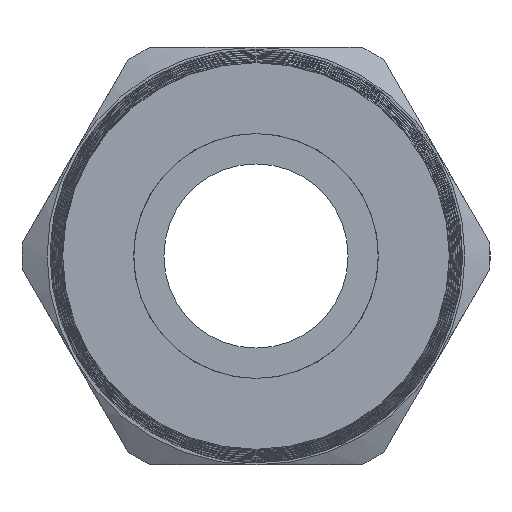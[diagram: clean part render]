
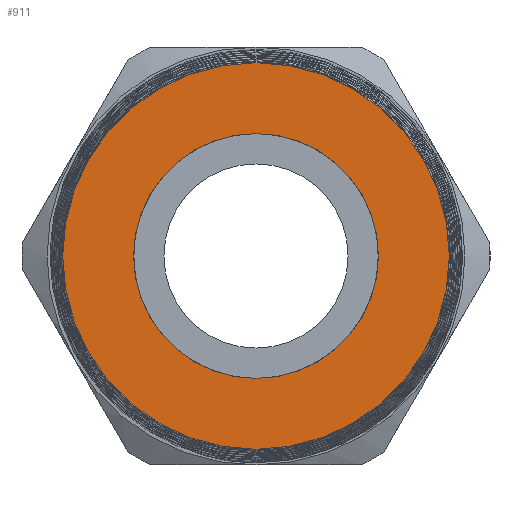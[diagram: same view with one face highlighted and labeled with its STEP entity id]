
A CAD part, left-side view. The second image highlights one B-rep face of the part: STEP entity #911.
In plain terms, the highlighted planar face has unit normal (-1, 0, 0).
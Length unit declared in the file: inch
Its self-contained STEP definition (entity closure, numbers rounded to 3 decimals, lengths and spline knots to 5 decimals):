
#850 = EDGE_CURVE ( 'NONE', #1225, #1224, #3564, .T. ) ;
#911 = ADVANCED_FACE ( 'NONE', ( #7226, #7227 ), #7223, .T. ) ;
#912 = EDGE_LOOP ( 'NONE', ( #913, #915 ) ) ;
#913 = ORIENTED_EDGE ( 'NONE', *, *, #914, .T. ) ;
#914 = EDGE_CURVE ( 'NONE', #1240, #1185, #7204, .T. ) ;
#915 = ORIENTED_EDGE ( 'NONE', *, *, #1239, .T. ) ;
#916 = EDGE_LOOP ( 'NONE', ( #917, #918 ) ) ;
#917 = ORIENTED_EDGE ( 'NONE', *, *, #1223, .F. ) ;
#918 = ORIENTED_EDGE ( 'NONE', *, *, #850, .F. ) ;
#1185 = VERTEX_POINT ( 'NONE', #8000 ) ;
#1223 = EDGE_CURVE ( 'NONE', #1224, #1225, #8278, .T. ) ;
#1224 = VERTEX_POINT ( 'NONE', #8274 ) ;
#1225 = VERTEX_POINT ( 'NONE', #8273 ) ;
#1239 = EDGE_CURVE ( 'NONE', #1185, #1240, #8375, .T. ) ;
#1240 = VERTEX_POINT ( 'NONE', #8395 ) ;
#3546 = DIRECTION ( 'NONE',  ( 0., 0., 1. ) ) ;
#3561 = DIRECTION ( 'NONE',  ( -1., 0., 0. ) ) ;
#3562 = CARTESIAN_POINT ( 'NONE',  ( -2.13, 0., 0. ) ) ;
#3563 = AXIS2_PLACEMENT_3D ( 'NONE', #3562, #3561, #3546 ) ;
#3564 = CIRCLE ( 'NONE', #3563, 0.17284 ) ;
#7201 = DIRECTION ( 'NONE',  ( 0., 0., 1. ) ) ;
#7202 = DIRECTION ( 'NONE',  ( -1., 0., 0. ) ) ;
#7203 = AXIS2_PLACEMENT_3D ( 'NONE', #7224, #7202, #7201 ) ;
#7204 = CIRCLE ( 'NONE', #7203, 0.27284 ) ;
#7205 = DIRECTION ( 'NONE',  ( 0., 0., 1. ) ) ;
#7206 = DIRECTION ( 'NONE',  ( -1., 0., 0. ) ) ;
#7221 = CARTESIAN_POINT ( 'NONE',  ( -2.13, 0., 0. ) ) ;
#7222 = AXIS2_PLACEMENT_3D ( 'NONE', #7221, #7206, #7205 ) ;
#7223 = PLANE ( 'NONE',  #7222 ) ;
#7224 = CARTESIAN_POINT ( 'NONE',  ( -2.13, 0., 0. ) ) ;
#7226 = FACE_OUTER_BOUND ( 'NONE', #912, .T. ) ;
#7227 = FACE_BOUND ( 'NONE', #916, .T. ) ;
#8000 = CARTESIAN_POINT ( 'NONE',  ( -2.13, 0., 0.27284 ) ) ;
#8273 = CARTESIAN_POINT ( 'NONE',  ( -2.13, 0., 0.17284 ) ) ;
#8274 = CARTESIAN_POINT ( 'NONE',  ( -2.13, 0., -0.17284 ) ) ;
#8275 = DIRECTION ( 'NONE',  ( 0., 0., 1. ) ) ;
#8276 = DIRECTION ( 'NONE',  ( -1., 0., 0. ) ) ;
#8277 = AXIS2_PLACEMENT_3D ( 'NONE', #8284, #8276, #8275 ) ;
#8278 = CIRCLE ( 'NONE', #8277, 0.17284 ) ;
#8284 = CARTESIAN_POINT ( 'NONE',  ( -2.13, 0., 0. ) ) ;
#8375 = CIRCLE ( 'NONE', #8399, 0.27284 ) ;
#8395 = CARTESIAN_POINT ( 'NONE',  ( -2.13, 0., -0.27284 ) ) ;
#8396 = DIRECTION ( 'NONE',  ( 0., 0., 1. ) ) ;
#8397 = DIRECTION ( 'NONE',  ( -1., 0., 0. ) ) ;
#8398 = CARTESIAN_POINT ( 'NONE',  ( -2.13, 0., 0. ) ) ;
#8399 = AXIS2_PLACEMENT_3D ( 'NONE', #8398, #8397, #8396 ) ;
